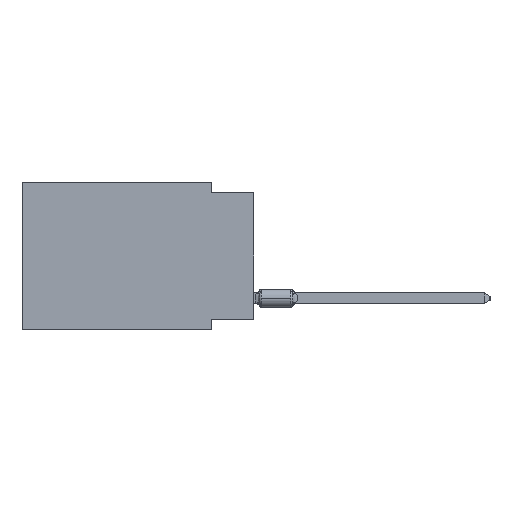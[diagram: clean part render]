
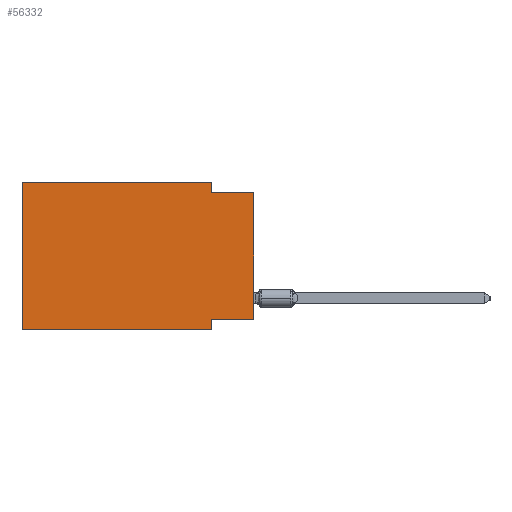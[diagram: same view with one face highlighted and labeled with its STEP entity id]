
A CAD part, left-side view. The second image highlights one B-rep face of the part: STEP entity #56332.
In plain terms, the highlighted planar face has unit normal (-1, 0, 0).
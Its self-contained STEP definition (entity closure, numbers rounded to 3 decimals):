
#209 = CARTESIAN_POINT ( 'NONE',  ( 0., 2.54, -0.635 ) ) ;
#1617 = LINE ( 'NONE', #44355, #2363 ) ;
#2363 = VECTOR ( 'NONE', #48428, 1000. ) ;
#2785 = DIRECTION ( 'NONE',  ( 0., 0., -1. ) ) ;
#2855 = VECTOR ( 'NONE', #2891, 1000. ) ;
#2891 = DIRECTION ( 'NONE',  ( 0., -1., 0. ) ) ;
#4141 = DIRECTION ( 'NONE',  ( 0., -1., 0. ) ) ;
#4974 = VERTEX_POINT ( 'NONE', #209 ) ;
#5802 = EDGE_CURVE ( 'NONE', #57532, #31643, #29632, .T. ) ;
#7508 = EDGE_CURVE ( 'NONE', #61369, #46936, #28313, .T. ) ;
#7927 = LINE ( 'NONE', #46263, #19551 ) ;
#8909 = CARTESIAN_POINT ( 'NONE',  ( 0., 13.97, 0. ) ) ;
#9571 = CARTESIAN_POINT ( 'NONE',  ( 0., 0., -8.255 ) ) ;
#9988 = DIRECTION ( 'NONE',  ( 0., 0., 1. ) ) ;
#10942 = CARTESIAN_POINT ( 'NONE',  ( 0., 2.54, 0. ) ) ;
#12528 = VECTOR ( 'NONE', #48901, 1000. ) ;
#12894 = VECTOR ( 'NONE', #30264, 1000. ) ;
#13478 = CARTESIAN_POINT ( 'NONE',  ( 0., 0., -0.635 ) ) ;
#14285 = DIRECTION ( 'NONE',  ( 0., 0., 1. ) ) ;
#14951 = ORIENTED_EDGE ( 'NONE', *, *, #7508, .T. ) ;
#15625 = FACE_OUTER_BOUND ( 'NONE', #16702, .T. ) ;
#15653 = ORIENTED_EDGE ( 'NONE', *, *, #53113, .T. ) ;
#16335 = ORIENTED_EDGE ( 'NONE', *, *, #42000, .F. ) ;
#16702 = EDGE_LOOP ( 'NONE', ( #14951, #16335, #42536, #41761, #57272, #15653, #24785, #17839 ) ) ;
#17301 = CARTESIAN_POINT ( 'NONE',  ( 0., 2.54, 0. ) ) ;
#17839 = ORIENTED_EDGE ( 'NONE', *, *, #19044, .F. ) ;
#19044 = EDGE_CURVE ( 'NONE', #61369, #26426, #42014, .T. ) ;
#19551 = VECTOR ( 'NONE', #4141, 1000. ) ;
#20609 = LINE ( 'NONE', #10942, #12894 ) ;
#22868 = VERTEX_POINT ( 'NONE', #17301 ) ;
#24785 = ORIENTED_EDGE ( 'NONE', *, *, #32244, .F. ) ;
#25492 = LINE ( 'NONE', #25802, #12528 ) ;
#25802 = CARTESIAN_POINT ( 'NONE',  ( 0., 13.97, 0. ) ) ;
#25859 = CARTESIAN_POINT ( 'NONE',  ( 0., 0., -8.255 ) ) ;
#26105 = VECTOR ( 'NONE', #14285, 1000. ) ;
#26426 = VERTEX_POINT ( 'NONE', #56687 ) ;
#27079 = EDGE_CURVE ( 'NONE', #22868, #4974, #20609, .T. ) ;
#28313 = LINE ( 'NONE', #29227, #26105 ) ;
#29093 = VECTOR ( 'NONE', #9988, 1000. ) ;
#29227 = CARTESIAN_POINT ( 'NONE',  ( 0., 0., 0. ) ) ;
#29632 = LINE ( 'NONE', #47734, #29093 ) ;
#29858 = EDGE_CURVE ( 'NONE', #31643, #22868, #25492, .T. ) ;
#29961 = DIRECTION ( 'NONE',  ( 1., 0., 0. ) ) ;
#30264 = DIRECTION ( 'NONE',  ( 0., 0., -1. ) ) ;
#30984 = LINE ( 'NONE', #35351, #2855 ) ;
#31165 = CARTESIAN_POINT ( 'NONE',  ( 0., 13.97, 0. ) ) ;
#31643 = VERTEX_POINT ( 'NONE', #8909 ) ;
#32244 = EDGE_CURVE ( 'NONE', #26426, #40856, #1617, .T. ) ;
#33261 = DIRECTION ( 'NONE',  ( 0., 1., 0. ) ) ;
#35351 = CARTESIAN_POINT ( 'NONE',  ( 0., 0., -0.635 ) ) ;
#36257 = CARTESIAN_POINT ( 'NONE',  ( 0., 13.97, -8.89 ) ) ;
#39939 = PLANE ( 'NONE',  #52144 ) ;
#40856 = VERTEX_POINT ( 'NONE', #43328 ) ;
#41761 = ORIENTED_EDGE ( 'NONE', *, *, #29858, .F. ) ;
#42000 = EDGE_CURVE ( 'NONE', #4974, #46936, #30984, .T. ) ;
#42014 = LINE ( 'NONE', #9571, #54726 ) ;
#42536 = ORIENTED_EDGE ( 'NONE', *, *, #27079, .F. ) ;
#43328 = CARTESIAN_POINT ( 'NONE',  ( 0., 2.54, -8.89 ) ) ;
#44355 = CARTESIAN_POINT ( 'NONE',  ( 0., 2.54, -8.89 ) ) ;
#46263 = CARTESIAN_POINT ( 'NONE',  ( 0., 13.97, -8.89 ) ) ;
#46936 = VERTEX_POINT ( 'NONE', #13478 ) ;
#47734 = CARTESIAN_POINT ( 'NONE',  ( 0., 13.97, 0. ) ) ;
#48428 = DIRECTION ( 'NONE',  ( 0., 0., -1. ) ) ;
#48901 = DIRECTION ( 'NONE',  ( 0., -1., 0. ) ) ;
#52144 = AXIS2_PLACEMENT_3D ( 'NONE', #31165, #29961, #2785 ) ;
#53113 = EDGE_CURVE ( 'NONE', #57532, #40856, #7927, .T. ) ;
#54726 = VECTOR ( 'NONE', #33261, 1000. ) ;
#56332 = ADVANCED_FACE ( 'NONE', ( #15625 ), #39939, .F. ) ;
#56687 = CARTESIAN_POINT ( 'NONE',  ( 0., 2.54, -8.255 ) ) ;
#57272 = ORIENTED_EDGE ( 'NONE', *, *, #5802, .F. ) ;
#57532 = VERTEX_POINT ( 'NONE', #36257 ) ;
#61369 = VERTEX_POINT ( 'NONE', #25859 ) ;
